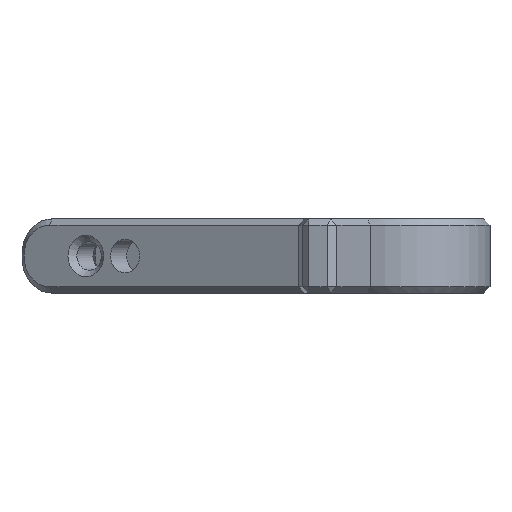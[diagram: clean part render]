
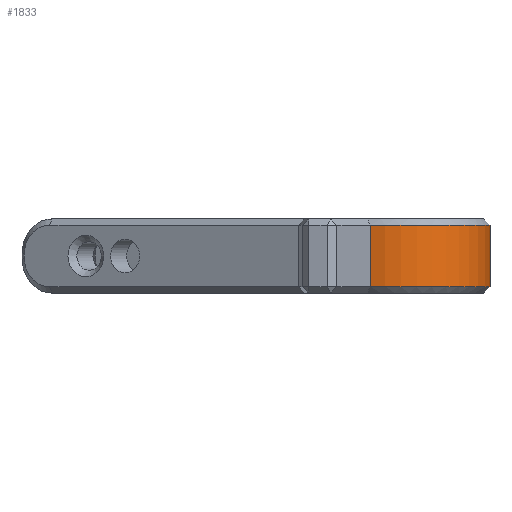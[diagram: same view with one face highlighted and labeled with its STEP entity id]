
A CAD part, front view. The second image highlights one B-rep face of the part: STEP entity #1833.
In plain terms, the highlighted cylindrical face has radius 14 mm (diameter 28 mm), a partial arc.
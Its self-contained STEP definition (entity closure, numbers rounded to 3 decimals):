
#301 = CONICAL_SURFACE('',#302,14.,0.785);
#302 = AXIS2_PLACEMENT_3D('',#303,#304,#305);
#303 = CARTESIAN_POINT('',(0.,26.,14.));
#304 = DIRECTION('',(-0.,-0.,-1.));
#305 = DIRECTION('',(0.5,0.866,0.));
#588 = VERTEX_POINT('',#589);
#589 = CARTESIAN_POINT('',(7.,38.124,14.));
#603 = PLANE('',#604);
#604 = AXIS2_PLACEMENT_3D('',#605,#606,#607);
#605 = CARTESIAN_POINT('',(-44.962,68.124,3.5));
#606 = DIRECTION('',(0.5,0.866,0.));
#607 = DIRECTION('',(0.866,-0.5,0.));
#693 = EDGE_CURVE('',#588,#694,#696,.T.);
#694 = VERTEX_POINT('',#695);
#695 = CARTESIAN_POINT('',(-4.55,12.76,14.));
#696 = SURFACE_CURVE('',#697,(#702,#709),.PCURVE_S1.);
#697 = CIRCLE('',#698,14.);
#698 = AXIS2_PLACEMENT_3D('',#699,#700,#701);
#699 = CARTESIAN_POINT('',(0.,26.,14.));
#700 = DIRECTION('',(0.,0.,-1.));
#701 = DIRECTION('',(0.5,0.866,0.));
#702 = PCURVE('',#301,#703);
#703 = DEFINITIONAL_REPRESENTATION('',(#704),#708);
#704 = LINE('',#705,#706);
#705 = CARTESIAN_POINT('',(0.,-0.));
#706 = VECTOR('',#707,1.);
#707 = DIRECTION('',(1.,-0.));
#708 = ( GEOMETRIC_REPRESENTATION_CONTEXT(2) 
PARAMETRIC_REPRESENTATION_CONTEXT() REPRESENTATION_CONTEXT('2D SPACE',''
  ) );
#709 = PCURVE('',#710,#715);
#710 = CYLINDRICAL_SURFACE('',#711,14.);
#711 = AXIS2_PLACEMENT_3D('',#712,#713,#714);
#712 = CARTESIAN_POINT('',(0.,26.,3.5));
#713 = DIRECTION('',(-0.,-0.,-1.));
#714 = DIRECTION('',(1.,0.,0.));
#715 = DEFINITIONAL_REPRESENTATION('',(#716),#720);
#716 = LINE('',#717,#718);
#717 = CARTESIAN_POINT('',(-7.33,-10.5));
#718 = VECTOR('',#719,1.);
#719 = DIRECTION('',(1.,-0.));
#720 = ( GEOMETRIC_REPRESENTATION_CONTEXT(2) 
PARAMETRIC_REPRESENTATION_CONTEXT() REPRESENTATION_CONTEXT('2D SPACE',''
  ) );
#852 = PLANE('',#853);
#853 = AXIS2_PLACEMENT_3D('',#854,#855,#856);
#854 = CARTESIAN_POINT('',(-5.744,10.874,3.5));
#855 = DIRECTION('',(-0.845,0.535,0.));
#856 = DIRECTION('',(0.,0.,-1.));
#1646 = EDGE_CURVE('',#1647,#588,#1649,.T.);
#1647 = VERTEX_POINT('',#1648);
#1648 = CARTESIAN_POINT('',(7.,38.124,4.5));
#1649 = SURFACE_CURVE('',#1650,(#1654,#1661),.PCURVE_S1.);
#1650 = LINE('',#1651,#1652);
#1651 = CARTESIAN_POINT('',(7.,38.124,3.5));
#1652 = VECTOR('',#1653,1.);
#1653 = DIRECTION('',(0.,0.,1.));
#1654 = PCURVE('',#603,#1655);
#1655 = DEFINITIONAL_REPRESENTATION('',(#1656),#1660);
#1656 = LINE('',#1657,#1658);
#1657 = CARTESIAN_POINT('',(60.,0.));
#1658 = VECTOR('',#1659,1.);
#1659 = DIRECTION('',(0.,-1.));
#1660 = ( GEOMETRIC_REPRESENTATION_CONTEXT(2) 
PARAMETRIC_REPRESENTATION_CONTEXT() REPRESENTATION_CONTEXT('2D SPACE',''
  ) );
#1661 = PCURVE('',#710,#1662);
#1662 = DEFINITIONAL_REPRESENTATION('',(#1663),#1667);
#1663 = LINE('',#1664,#1665);
#1664 = CARTESIAN_POINT('',(-7.33,0.));
#1665 = VECTOR('',#1666,1.);
#1666 = DIRECTION('',(-0.,-1.));
#1667 = ( GEOMETRIC_REPRESENTATION_CONTEXT(2) 
PARAMETRIC_REPRESENTATION_CONTEXT() REPRESENTATION_CONTEXT('2D SPACE',''
  ) );
#1833 = ADVANCED_FACE('',(#1834),#710,.T.);
#1834 = FACE_BOUND('',#1835,.F.);
#1835 = EDGE_LOOP('',(#1836,#1865,#1884,#1885));
#1836 = ORIENTED_EDGE('',*,*,#1837,.F.);
#1837 = EDGE_CURVE('',#1838,#1647,#1840,.T.);
#1838 = VERTEX_POINT('',#1839);
#1839 = CARTESIAN_POINT('',(-4.55,12.76,4.5));
#1840 = SURFACE_CURVE('',#1841,(#1846,#1853),.PCURVE_S1.);
#1841 = CIRCLE('',#1842,14.);
#1842 = AXIS2_PLACEMENT_3D('',#1843,#1844,#1845);
#1843 = CARTESIAN_POINT('',(0.,26.,4.5));
#1844 = DIRECTION('',(0.,0.,1.));
#1845 = DIRECTION('',(-0.5,-0.866,0.));
#1846 = PCURVE('',#710,#1847);
#1847 = DEFINITIONAL_REPRESENTATION('',(#1848),#1852);
#1848 = LINE('',#1849,#1850);
#1849 = CARTESIAN_POINT('',(-4.189,-1.));
#1850 = VECTOR('',#1851,1.);
#1851 = DIRECTION('',(-1.,0.));
#1852 = ( GEOMETRIC_REPRESENTATION_CONTEXT(2) 
PARAMETRIC_REPRESENTATION_CONTEXT() REPRESENTATION_CONTEXT('2D SPACE',''
  ) );
#1853 = PCURVE('',#1854,#1859);
#1854 = CONICAL_SURFACE('',#1855,14.,0.785);
#1855 = AXIS2_PLACEMENT_3D('',#1856,#1857,#1858);
#1856 = CARTESIAN_POINT('',(0.,26.,4.5));
#1857 = DIRECTION('',(0.,0.,1.));
#1858 = DIRECTION('',(-0.5,-0.866,0.));
#1859 = DEFINITIONAL_REPRESENTATION('',(#1860),#1864);
#1860 = LINE('',#1861,#1862);
#1861 = CARTESIAN_POINT('',(0.,-0.));
#1862 = VECTOR('',#1863,1.);
#1863 = DIRECTION('',(1.,-0.));
#1864 = ( GEOMETRIC_REPRESENTATION_CONTEXT(2) 
PARAMETRIC_REPRESENTATION_CONTEXT() REPRESENTATION_CONTEXT('2D SPACE',''
  ) );
#1865 = ORIENTED_EDGE('',*,*,#1866,.F.);
#1866 = EDGE_CURVE('',#694,#1838,#1867,.T.);
#1867 = SURFACE_CURVE('',#1868,(#1872,#1878),.PCURVE_S1.);
#1868 = LINE('',#1869,#1870);
#1869 = CARTESIAN_POINT('',(-4.55,12.76,3.5));
#1870 = VECTOR('',#1871,1.);
#1871 = DIRECTION('',(-0.,-0.,-1.));
#1872 = PCURVE('',#710,#1873);
#1873 = DEFINITIONAL_REPRESENTATION('',(#1874),#1877);
#1874 = B_SPLINE_CURVE_WITH_KNOTS('',1,(#1875,#1876),.UNSPECIFIED.,.F.,
  .F.,(2,2),(-10.5,-1.),.PIECEWISE_BEZIER_KNOTS.);
#1875 = CARTESIAN_POINT('',(-4.381,-10.5));
#1876 = CARTESIAN_POINT('',(-4.381,-1.));
#1877 = ( GEOMETRIC_REPRESENTATION_CONTEXT(2) 
PARAMETRIC_REPRESENTATION_CONTEXT() REPRESENTATION_CONTEXT('2D SPACE',''
  ) );
#1878 = PCURVE('',#852,#1879);
#1879 = DEFINITIONAL_REPRESENTATION('',(#1880),#1883);
#1880 = B_SPLINE_CURVE_WITH_KNOTS('',1,(#1881,#1882),.UNSPECIFIED.,.F.,
  .F.,(2,2),(-10.5,-1.),.PIECEWISE_BEZIER_KNOTS.);
#1881 = CARTESIAN_POINT('',(-10.5,-2.232));
#1882 = CARTESIAN_POINT('',(-1.,-2.232));
#1883 = ( GEOMETRIC_REPRESENTATION_CONTEXT(2) 
PARAMETRIC_REPRESENTATION_CONTEXT() REPRESENTATION_CONTEXT('2D SPACE',''
  ) );
#1884 = ORIENTED_EDGE('',*,*,#693,.F.);
#1885 = ORIENTED_EDGE('',*,*,#1646,.F.);
